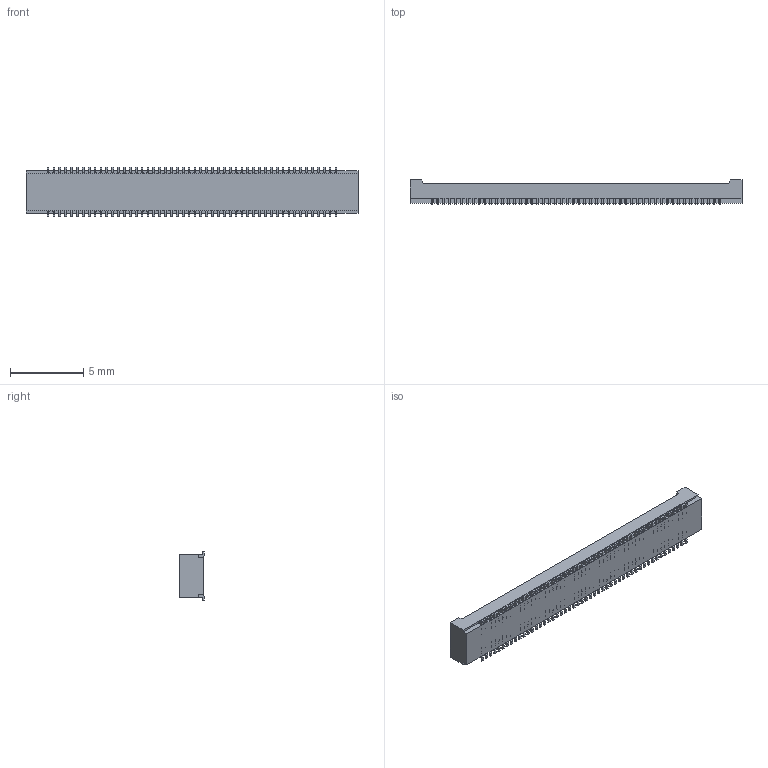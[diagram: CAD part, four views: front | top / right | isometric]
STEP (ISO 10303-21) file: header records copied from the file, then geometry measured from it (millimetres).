
FILE_DESCRIPTION (( 'STEP AP214' ), '1' );
FILE_NAME ('DF40C-100DS-0.4V(51).STEP', '2017-11-19T20:40:50', ( '' ), ( '' ), 'SwSTEP 2.0', 'SolidWorks 2017', '' );
FILE_SCHEMA (( 'AUTOMOTIVE_DESIGN' ));
Length unit declared in the file: millimetre
Products named in the file (1): DF40C-100DS-0.4V(51)
Bounding box: 22.6 x 1.65 x 3.38 mm (x, y, z)
Volume: 63.4 mm3; surface area: 659.4 mm2
Topology: 101 solids, 101 shells, 7099 faces, 21302 edges, 14128 vertices
Faces by surface type: plane 6241, cylinder 854, cone 4
Entity records: 237470 total; most frequent: ORIENTED_EDGE 42604, CARTESIAN_POINT 42578, DIRECTION 37198, EDGE_CURVE 21302, VECTOR 19574, LINE 19574, VERTEX_POINT 14128, AXIS2_PLACEMENT_3D 8812
